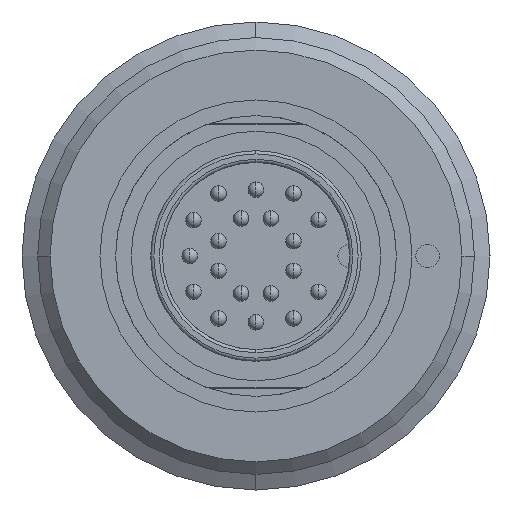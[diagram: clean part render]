
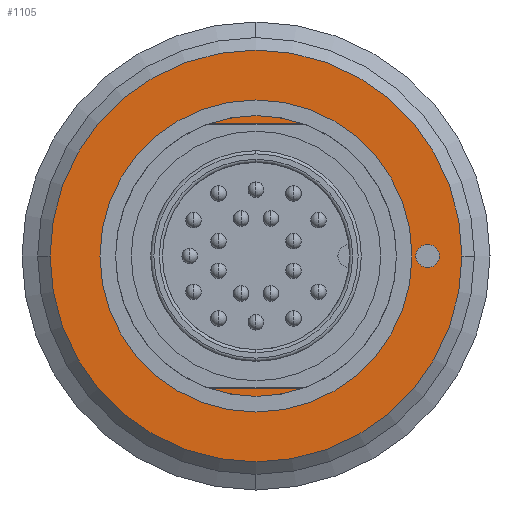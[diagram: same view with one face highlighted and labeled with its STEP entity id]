
A CAD part, left-side view. The second image highlights one B-rep face of the part: STEP entity #1105.
In plain terms, the highlighted planar face has unit normal (-1, 0, 0).
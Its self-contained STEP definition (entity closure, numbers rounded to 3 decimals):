
#47 = CIRCLE ( 'NONE', #2290, 2. ) ;
#185 = CARTESIAN_POINT ( 'NONE',  ( -66.5, 4.548, -7.766 ) ) ;
#193 = VERTEX_POINT ( 'NONE', #5697 ) ;
#253 = CARTESIAN_POINT ( 'NONE',  ( -66.5, 0., 0. ) ) ;
#293 = VERTEX_POINT ( 'NONE', #185 ) ;
#318 = CARTESIAN_POINT ( 'NONE',  ( -66.5, -3., -6.5 ) ) ;
#388 = DIRECTION ( 'NONE',  ( 1., 0., 0. ) ) ;
#408 = DIRECTION ( 'NONE',  ( -1., 0., 0. ) ) ;
#415 = AXIS2_PLACEMENT_3D ( 'NONE', #4825, #677, #3039 ) ;
#437 = CIRCLE ( 'NONE', #1415, 9. ) ;
#544 = DIRECTION ( 'NONE',  ( 0., 1., 0. ) ) ;
#584 = VECTOR ( 'NONE', #4898, 1000. ) ;
#615 = VERTEX_POINT ( 'NONE', #7104 ) ;
#677 = DIRECTION ( 'NONE',  ( -1., 0., 0. ) ) ;
#768 = CARTESIAN_POINT ( 'NONE',  ( -66.5, 4.548, 7.766 ) ) ;
#770 = VERTEX_POINT ( 'NONE', #4385 ) ;
#805 = EDGE_LOOP ( 'NONE', ( #7500, #5555, #4912, #6703, #2753, #1731, #7102, #5097 ) ) ;
#1105 = ADVANCED_FACE ( 'NONE', ( #7361, #4168, #3002 ), #1243, .T. ) ;
#1243 = PLANE ( 'NONE',  #415 ) ;
#1341 = AXIS2_PLACEMENT_3D ( 'NONE', #5275, #7098, #7682 ) ;
#1360 = CIRCLE ( 'NONE', #7739, 13.2 ) ;
#1407 = DIRECTION ( 'NONE',  ( 1., 0., 0. ) ) ;
#1415 = AXIS2_PLACEMENT_3D ( 'NONE', #5726, #388, #5135 ) ;
#1504 = CARTESIAN_POINT ( 'NONE',  ( -66.5, -11., 0. ) ) ;
#1558 = EDGE_CURVE ( 'NONE', #3153, #615, #5755, .T. ) ;
#1718 = DIRECTION ( 'NONE',  ( 0., 0., -1. ) ) ;
#1731 = ORIENTED_EDGE ( 'NONE', *, *, #1558, .T. ) ;
#1747 = VERTEX_POINT ( 'NONE', #768 ) ;
#1824 = CARTESIAN_POINT ( 'NONE',  ( -66.5, -4.548, -7.766 ) ) ;
#1907 = EDGE_CURVE ( 'NONE', #6582, #293, #4418, .T. ) ;
#1997 = CARTESIAN_POINT ( 'NONE',  ( -66.5, -13.2, 0. ) ) ;
#2206 = EDGE_CURVE ( 'NONE', #770, #4965, #437, .T. ) ;
#2233 = EDGE_CURVE ( 'NONE', #193, #6582, #5282, .T. ) ;
#2290 = AXIS2_PLACEMENT_3D ( 'NONE', #3711, #7447, #5631 ) ;
#2394 = EDGE_CURVE ( 'NONE', #4965, #193, #4415, .T. ) ;
#2410 = EDGE_CURVE ( 'NONE', #4491, #2898, #5530, .T. ) ;
#2463 = CIRCLE ( 'NONE', #1341, 2. ) ;
#2526 = CARTESIAN_POINT ( 'NONE',  ( -66.5, 3., 8.5 ) ) ;
#2583 = CARTESIAN_POINT ( 'NONE',  ( -66.5, -11., 0. ) ) ;
#2586 = EDGE_CURVE ( 'NONE', #615, #770, #47, .T. ) ;
#2699 = EDGE_CURVE ( 'NONE', #293, #1747, #4900, .T. ) ;
#2702 = VERTEX_POINT ( 'NONE', #1997 ) ;
#2753 = ORIENTED_EDGE ( 'NONE', *, *, #6873, .T. ) ;
#2764 = DIRECTION ( 'NONE',  ( 1., 0., 0. ) ) ;
#2898 = VERTEX_POINT ( 'NONE', #3470 ) ;
#2921 = AXIS2_PLACEMENT_3D ( 'NONE', #6778, #1407, #3211 ) ;
#3002 = FACE_BOUND ( 'NONE', #4857, .T. ) ;
#3039 = DIRECTION ( 'NONE',  ( 0., 1., 0. ) ) ;
#3126 = DIRECTION ( 'NONE',  ( 0., 0., -1. ) ) ;
#3153 = VERTEX_POINT ( 'NONE', #6159 ) ;
#3211 = DIRECTION ( 'NONE',  ( 0., 0.774, -0.633 ) ) ;
#3279 = DIRECTION ( 'NONE',  ( 0., 1., 0. ) ) ;
#3298 = CIRCLE ( 'NONE', #7057, 0.75 ) ;
#3357 = DIRECTION ( 'NONE',  ( -1., 0., 0. ) ) ;
#3470 = CARTESIAN_POINT ( 'NONE',  ( -66.5, -11., -0.75 ) ) ;
#3529 = EDGE_CURVE ( 'NONE', #2702, #6899, #1360, .T. ) ;
#3711 = CARTESIAN_POINT ( 'NONE',  ( -66.5, -3., 6.5 ) ) ;
#3986 = CARTESIAN_POINT ( 'NONE',  ( -66.5, 0., 0. ) ) ;
#3988 = EDGE_LOOP ( 'NONE', ( #4367, #6878 ) ) ;
#4037 = AXIS2_PLACEMENT_3D ( 'NONE', #1504, #2764, #5146 ) ;
#4168 = FACE_BOUND ( 'NONE', #805, .T. ) ;
#4232 = DIRECTION ( 'NONE',  ( 1., 0., 0. ) ) ;
#4367 = ORIENTED_EDGE ( 'NONE', *, *, #7143, .T. ) ;
#4385 = CARTESIAN_POINT ( 'NONE',  ( -66.5, -4.548, 7.766 ) ) ;
#4415 = CIRCLE ( 'NONE', #4530, 2. ) ;
#4418 = CIRCLE ( 'NONE', #2921, 2. ) ;
#4454 = DIRECTION ( 'NONE',  ( 1., 0., 0. ) ) ;
#4491 = VERTEX_POINT ( 'NONE', #6445 ) ;
#4530 = AXIS2_PLACEMENT_3D ( 'NONE', #318, #4232, #1718 ) ;
#4575 = CIRCLE ( 'NONE', #7591, 13.2 ) ;
#4656 = VECTOR ( 'NONE', #544, 1000. ) ;
#4825 = CARTESIAN_POINT ( 'NONE',  ( -66.5, 6.6, 0. ) ) ;
#4857 = EDGE_LOOP ( 'NONE', ( #7610, #7511 ) ) ;
#4898 = DIRECTION ( 'NONE',  ( 0., -1., 0. ) ) ;
#4900 = CIRCLE ( 'NONE', #6207, 9. ) ;
#4912 = ORIENTED_EDGE ( 'NONE', *, *, #1907, .T. ) ;
#4962 = DIRECTION ( 'NONE',  ( 1., 0., 0. ) ) ;
#4965 = VERTEX_POINT ( 'NONE', #1824 ) ;
#5097 = ORIENTED_EDGE ( 'NONE', *, *, #2206, .T. ) ;
#5135 = DIRECTION ( 'NONE',  ( 0., -0.505, -0.863 ) ) ;
#5146 = DIRECTION ( 'NONE',  ( 0., 0., -1. ) ) ;
#5275 = CARTESIAN_POINT ( 'NONE',  ( -66.5, 3., 6.5 ) ) ;
#5282 = LINE ( 'NONE', #5879, #4656 ) ;
#5479 = CARTESIAN_POINT ( 'NONE',  ( -66.5, 3., -8.5 ) ) ;
#5530 = CIRCLE ( 'NONE', #4037, 0.75 ) ;
#5555 = ORIENTED_EDGE ( 'NONE', *, *, #2233, .T. ) ;
#5593 = CARTESIAN_POINT ( 'NONE',  ( -66.5, 0., 0. ) ) ;
#5631 = DIRECTION ( 'NONE',  ( 0., -0.774, 0.633 ) ) ;
#5697 = CARTESIAN_POINT ( 'NONE',  ( -66.5, -3., -8.5 ) ) ;
#5726 = CARTESIAN_POINT ( 'NONE',  ( -66.5, 0., 0. ) ) ;
#5742 = EDGE_CURVE ( 'NONE', #2898, #4491, #3298, .T. ) ;
#5755 = LINE ( 'NONE', #2526, #584 ) ;
#5879 = CARTESIAN_POINT ( 'NONE',  ( -66.5, -3., -8.5 ) ) ;
#6159 = CARTESIAN_POINT ( 'NONE',  ( -66.5, 3., 8.5 ) ) ;
#6207 = AXIS2_PLACEMENT_3D ( 'NONE', #5593, #4962, #7368 ) ;
#6445 = CARTESIAN_POINT ( 'NONE',  ( -66.5, -11., 0.75 ) ) ;
#6582 = VERTEX_POINT ( 'NONE', #5479 ) ;
#6703 = ORIENTED_EDGE ( 'NONE', *, *, #2699, .T. ) ;
#6778 = CARTESIAN_POINT ( 'NONE',  ( -66.5, 3., -6.5 ) ) ;
#6873 = EDGE_CURVE ( 'NONE', #1747, #3153, #2463, .T. ) ;
#6878 = ORIENTED_EDGE ( 'NONE', *, *, #3529, .T. ) ;
#6897 = DIRECTION ( 'NONE',  ( 0., 1., 0. ) ) ;
#6899 = VERTEX_POINT ( 'NONE', #7722 ) ;
#7057 = AXIS2_PLACEMENT_3D ( 'NONE', #2583, #4454, #3126 ) ;
#7098 = DIRECTION ( 'NONE',  ( 1., 0., 0. ) ) ;
#7102 = ORIENTED_EDGE ( 'NONE', *, *, #2586, .T. ) ;
#7104 = CARTESIAN_POINT ( 'NONE',  ( -66.5, -3., 8.5 ) ) ;
#7143 = EDGE_CURVE ( 'NONE', #6899, #2702, #4575, .T. ) ;
#7361 = FACE_OUTER_BOUND ( 'NONE', #3988, .T. ) ;
#7368 = DIRECTION ( 'NONE',  ( 0., 0.505, 0.863 ) ) ;
#7447 = DIRECTION ( 'NONE',  ( 1., 0., 0. ) ) ;
#7500 = ORIENTED_EDGE ( 'NONE', *, *, #2394, .T. ) ;
#7511 = ORIENTED_EDGE ( 'NONE', *, *, #2410, .T. ) ;
#7591 = AXIS2_PLACEMENT_3D ( 'NONE', #3986, #3357, #6897 ) ;
#7610 = ORIENTED_EDGE ( 'NONE', *, *, #5742, .T. ) ;
#7682 = DIRECTION ( 'NONE',  ( 0., 0., 1. ) ) ;
#7722 = CARTESIAN_POINT ( 'NONE',  ( -66.5, 13.2, 0. ) ) ;
#7739 = AXIS2_PLACEMENT_3D ( 'NONE', #253, #408, #3279 ) ;
